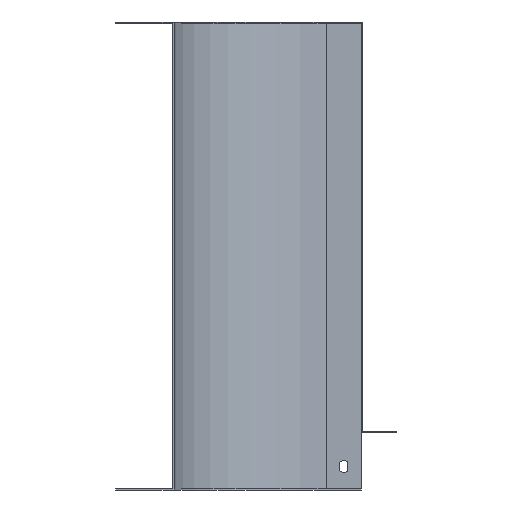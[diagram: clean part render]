
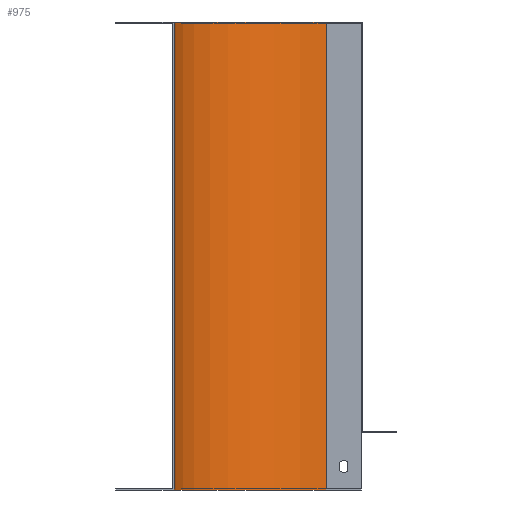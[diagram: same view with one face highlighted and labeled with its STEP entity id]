
A CAD part, left-side view. The second image highlights one B-rep face of the part: STEP entity #975.
In plain terms, the highlighted cylindrical face has radius 130 mm (diameter 260 mm), a partial arc.
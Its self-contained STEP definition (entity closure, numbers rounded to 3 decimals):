
#99 = AXIS2_PLACEMENT_3D ( 'NONE', #1283, #1282, #1280 ) ;
#149 = EDGE_CURVE ( 'NONE', #1536, #1516, #1620, .T. ) ;
#206 = EDGE_CURVE ( 'NONE', #1558, #1516, #667, .T. ) ;
#304 = EDGE_CURVE ( 'NONE', #1560, #1558, #709, .T. ) ;
#309 = EDGE_CURVE ( 'NONE', #1560, #1536, #718, .T. ) ;
#398 = AXIS2_PLACEMENT_3D ( 'NONE', #1192, #1191, #1190 ) ;
#418 = AXIS2_PLACEMENT_3D ( 'NONE', #1044, #1046, #1048 ) ;
#667 = CIRCLE ( 'NONE', #99, 130. ) ;
#709 = LINE ( 'NONE', #1211, #712 ) ;
#712 = VECTOR ( 'NONE', #1208, 1000. ) ;
#718 = CIRCLE ( 'NONE', #398, 130. ) ;
#733 = ORIENTED_EDGE ( 'NONE', *, *, #309, .F. ) ;
#767 = ORIENTED_EDGE ( 'NONE', *, *, #304, .T. ) ;
#775 = ORIENTED_EDGE ( 'NONE', *, *, #206, .T. ) ;
#784 = ORIENTED_EDGE ( 'NONE', *, *, #149, .F. ) ;
#975 = ADVANCED_FACE ( 'NONE', ( #1826 ), #1834, .F. ) ;
#1044 = CARTESIAN_POINT ( 'NONE',  ( -130., 30., 1. ) ) ;
#1046 = DIRECTION ( 'NONE',  ( 0., 0., -1. ) ) ;
#1048 = DIRECTION ( 'NONE',  ( -1., 0., 0. ) ) ;
#1145 = DIRECTION ( 'NONE',  ( 0., 0., -1. ) ) ;
#1182 = CARTESIAN_POINT ( 'NONE',  ( 0., 30., 1. ) ) ;
#1190 = DIRECTION ( 'NONE',  ( -1., 0., 0. ) ) ;
#1191 = DIRECTION ( 'NONE',  ( 0., 0., -1. ) ) ;
#1192 = CARTESIAN_POINT ( 'NONE',  ( -130., 30., 1. ) ) ;
#1208 = DIRECTION ( 'NONE',  ( 0., 0., -1. ) ) ;
#1211 = CARTESIAN_POINT ( 'NONE',  ( -130., 160., 1. ) ) ;
#1280 = DIRECTION ( 'NONE',  ( -1., 0., 0. ) ) ;
#1282 = DIRECTION ( 'NONE',  ( 0., 0., -1. ) ) ;
#1283 = CARTESIAN_POINT ( 'NONE',  ( -130., 30., -399. ) ) ;
#1516 = VERTEX_POINT ( 'NONE', #1702 ) ;
#1536 = VERTEX_POINT ( 'NONE', #1746 ) ;
#1558 = VERTEX_POINT ( 'NONE', #1716 ) ;
#1560 = VERTEX_POINT ( 'NONE', #1713 ) ;
#1620 = LINE ( 'NONE', #1182, #1625 ) ;
#1625 = VECTOR ( 'NONE', #1145, 1000. ) ;
#1642 = EDGE_LOOP ( 'NONE', ( #767, #775, #784, #733 ) ) ;
#1702 = CARTESIAN_POINT ( 'NONE',  ( 0., 30., -399. ) ) ;
#1713 = CARTESIAN_POINT ( 'NONE',  ( -130., 160., 1. ) ) ;
#1716 = CARTESIAN_POINT ( 'NONE',  ( -130., 160., -399. ) ) ;
#1746 = CARTESIAN_POINT ( 'NONE',  ( 0., 30., 1. ) ) ;
#1826 = FACE_OUTER_BOUND ( 'NONE', #1642, .T. ) ;
#1834 = CYLINDRICAL_SURFACE ( 'NONE', #418, 130. ) ;
